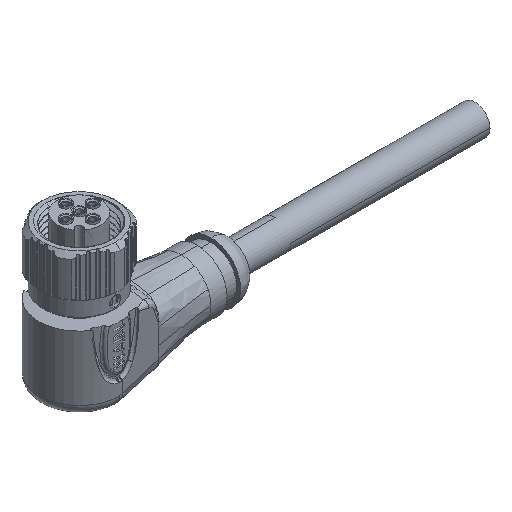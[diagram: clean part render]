
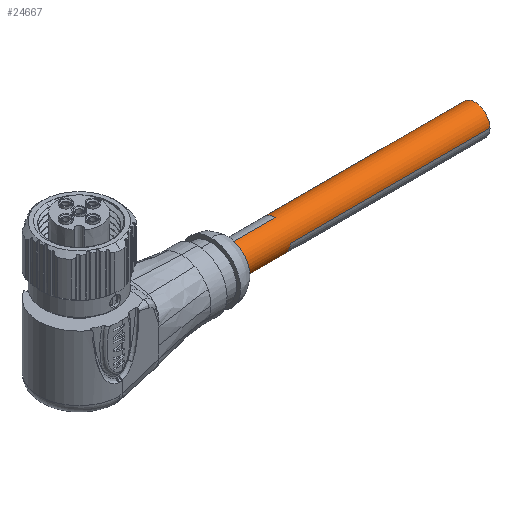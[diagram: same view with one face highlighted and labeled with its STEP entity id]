
A CAD part, isometric view. The second image highlights one B-rep face of the part: STEP entity #24667.
In plain terms, the highlighted cylindrical face has radius 2.8 mm (diameter 5.6 mm), a partial arc.
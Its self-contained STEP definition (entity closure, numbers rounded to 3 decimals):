
#8134=DIRECTION('',(1.,0.,0.));
#8135=VECTOR('',#8134,8.963);
#8136=CARTESIAN_POINT('',(27.5,0.,-23.2));
#8137=LINE('',#8136,#8135);
#8138=CARTESIAN_POINT('',(36.463,0.,-20.4));
#8139=DIRECTION('',(-1.,0.,0.));
#8140=DIRECTION('',(0.,0.,-1.));
#8141=AXIS2_PLACEMENT_3D('',#8138,#8139,#8140);
#8143=DIRECTION('',(1.,0.,0.));
#8144=VECTOR('',#8143,37.137);
#8145=CARTESIAN_POINT('',(36.463,-2.8,-20.4));
#8146=LINE('',#8145,#8144);
#8147=CARTESIAN_POINT('',(73.6,0.,-20.4));
#8148=DIRECTION('',(-1.,0.,0.));
#8149=DIRECTION('',(0.,-1.,0.));
#8150=AXIS2_PLACEMENT_3D('',#8147,#8148,#8149);
#8152=CARTESIAN_POINT('',(27.5,0.,-20.4));
#8153=DIRECTION('',(-1.,0.,0.));
#8154=DIRECTION('',(0.,0.,-1.));
#8155=AXIS2_PLACEMENT_3D('',#8152,#8153,#8154);
#8157=DIRECTION('',(1.,0.,0.));
#8158=VECTOR('',#8157,8.963);
#8159=CARTESIAN_POINT('',(27.5,0.,-17.6));
#8160=LINE('',#8159,#8158);
#8161=CARTESIAN_POINT('',(36.463,0.,-20.4));
#8162=DIRECTION('',(-1.,0.,0.));
#8163=DIRECTION('',(0.,0.,1.));
#8164=AXIS2_PLACEMENT_3D('',#8161,#8162,#8163);
#8166=DIRECTION('',(1.,0.,0.));
#8167=VECTOR('',#8166,37.137);
#8168=CARTESIAN_POINT('',(36.463,2.8,-20.4));
#8169=LINE('',#8168,#8167);
#12935=CARTESIAN_POINT('',(27.5,0.,-23.2));
#12936=CARTESIAN_POINT('',(36.463,0.,-23.2));
#12937=VERTEX_POINT('',#12935);
#12938=VERTEX_POINT('',#12936);
#12939=CARTESIAN_POINT('',(36.463,-2.8,-20.4));
#12940=VERTEX_POINT('',#12939);
#12941=CARTESIAN_POINT('',(36.463,0.,-17.6));
#12942=CARTESIAN_POINT('',(36.463,2.8,-20.4));
#12943=VERTEX_POINT('',#12941);
#12944=VERTEX_POINT('',#12942);
#12945=CARTESIAN_POINT('',(27.5,0.,-17.6));
#12946=VERTEX_POINT('',#12945);
#13512=CARTESIAN_POINT('',(73.6,2.8,
-20.4));
#13513=CARTESIAN_POINT('',(73.6,-2.8,
-20.4));
#13514=VERTEX_POINT('',#13512);
#13515=VERTEX_POINT('',#13513);
#24652=CARTESIAN_POINT('',(73.6,0.,-20.4));
#24653=DIRECTION('',(-1.,0.,0.));
#24654=DIRECTION('',(0.,1.,0.));
#24655=AXIS2_PLACEMENT_3D('',#24652,#24653,#24654);
#24656=CYLINDRICAL_SURFACE('',#24655,2.8);
#24657=ORIENTED_EDGE('',*,*,#24647,.F.);
#24658=ORIENTED_EDGE('',*,*,#24636,.F.);
#24659=ORIENTED_EDGE('',*,*,#24634,.F.);
#24660=ORIENTED_EDGE('',*,*,#24632,.F.);
#24661=ORIENTED_EDGE('',*,*,#24613,.T.);
#24662=ORIENTED_EDGE('',*,*,#24629,.T.);
#24663=ORIENTED_EDGE('',*,*,#24627,.T.);
#24664=ORIENTED_EDGE('',*,*,#24625,.T.);
#24665=EDGE_LOOP('',(#24657,#24658,#24659,#24660,#24661,#24662,#24663,#24664));
#24666=FACE_OUTER_BOUND('',#24665,.F.);
#24667=ADVANCED_FACE('',(#24666),#24656,.T.);
#8142=CIRCLE('',#8141,2.8);
#8151=CIRCLE('',#8150,2.8);
#8156=CIRCLE('',#8155,2.8);
#8165=CIRCLE('',#8164,2.8);
#24613=EDGE_CURVE('',#12937,#12946,#8156,.T.);
#24625=EDGE_CURVE('',#12944,#13514,#8169,.T.);
#24627=EDGE_CURVE('',#12943,#12944,#8165,.T.);
#24629=EDGE_CURVE('',#12946,#12943,#8160,.T.);
#24632=EDGE_CURVE('',#12937,#12938,#8137,.T.);
#24634=EDGE_CURVE('',#12938,#12940,#8142,.T.);
#24636=EDGE_CURVE('',#12940,#13515,#8146,.T.);
#24647=EDGE_CURVE('',#13515,#13514,#8151,.T.);
